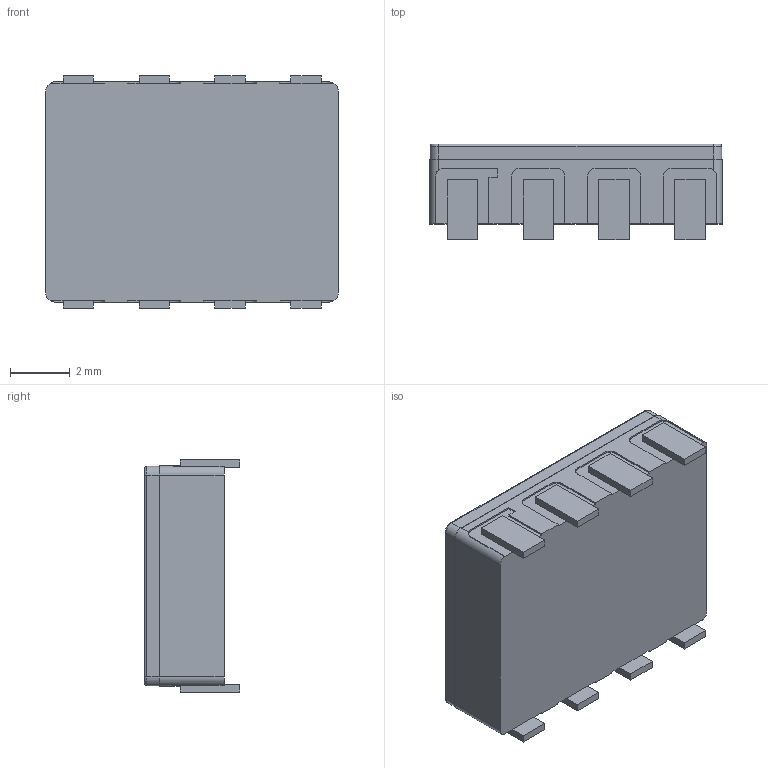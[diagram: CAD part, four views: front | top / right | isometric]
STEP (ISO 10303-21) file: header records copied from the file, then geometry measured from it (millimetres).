
FILE_DESCRIPTION (( 'STEP AP203' ), '1' );
FILE_NAME ('8Pin-DIP-BJCC.STEP', '2020-07-01T18:53:52', ( '' ), ( '' ), 'SwSTEP 2.0', 'SolidWorks 2017', '' );
FILE_SCHEMA (( 'CONFIG_CONTROL_DESIGN' ));
Length unit declared in the file: inch
Products named in the file (1): 8Pin-DIP-BJCC
Bounding box: 9.78 x 3.19 x 7.77 mm (x, y, z)
Volume: 194.4 mm3; surface area: 254.8 mm2
Topology: 1 solids, 1 shells, 124 faces, 339 edges, 218 vertices
Faces by surface type: plane 93, cylinder 27, torus 4
Entity records: 3952 total; most frequent: CARTESIAN_POINT 694, ORIENTED_EDGE 678, DIRECTION 643, EDGE_CURVE 339, VECTOR 277, LINE 277, VERTEX_POINT 218, AXIS2_PLACEMENT_3D 183
